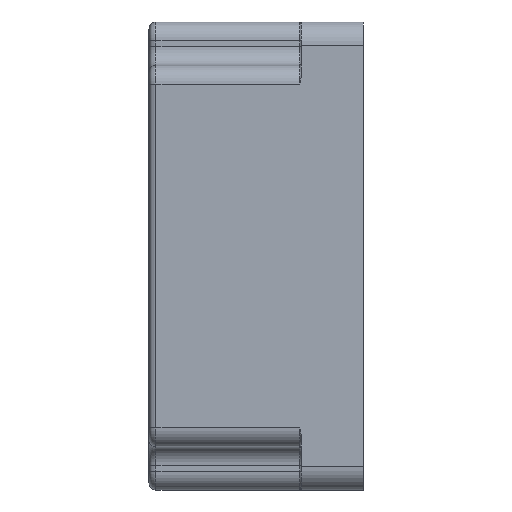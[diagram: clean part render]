
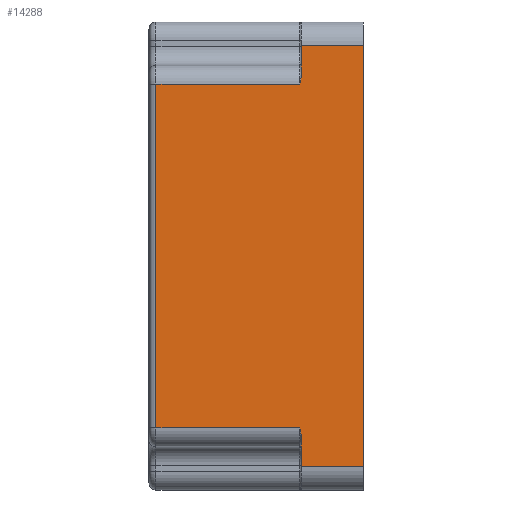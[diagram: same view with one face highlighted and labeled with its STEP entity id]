
A CAD part, front view. The second image highlights one B-rep face of the part: STEP entity #14288.
In plain terms, the highlighted planar face has unit normal (0, -1, 0).
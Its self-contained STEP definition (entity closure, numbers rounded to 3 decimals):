
#15=B_SPLINE_CURVE_WITH_KNOTS('',3,(#23531,#23532,#23533,#23534),
 .UNSPECIFIED.,.F.,.F.,(4,4),(0.,0.275),.UNSPECIFIED.);
#22=B_SPLINE_CURVE_WITH_KNOTS('',3,(#23708,#23709,#23710,#23711),
 .UNSPECIFIED.,.F.,.F.,(4,4),(0.548,0.823),
 .UNSPECIFIED.);
#604=PLANE('',#15710);
#1259=FACE_OUTER_BOUND('',#2108,.T.);
#2108=EDGE_LOOP('',(#12238,#12239,#12240,#12241,#12242,#12243,#12244,#12245,
#12246,#12247));
#3440=LINE('',#23565,#4740);
#3459=LINE('',#23719,#4759);
#3476=LINE('',#23833,#4776);
#3488=LINE('',#23876,#4788);
#3489=LINE('',#23878,#4789);
#3490=LINE('',#23880,#4790);
#3491=LINE('',#23882,#4791);
#3492=LINE('',#23883,#4792);
#4740=VECTOR('',#19304,10.);
#4759=VECTOR('',#19439,10.);
#4776=VECTOR('',#19570,10.);
#4788=VECTOR('',#19624,10.);
#4789=VECTOR('',#19627,10.);
#4790=VECTOR('',#19628,10.);
#4791=VECTOR('',#19629,10.);
#4792=VECTOR('',#19630,10.);
#6854=VERTEX_POINT('',#23528);
#6855=VERTEX_POINT('',#23530);
#6864=VERTEX_POINT('',#23564);
#6910=VERTEX_POINT('',#23706);
#6911=VERTEX_POINT('',#23707);
#6913=VERTEX_POINT('',#23717);
#6951=VERTEX_POINT('',#23825);
#6953=VERTEX_POINT('',#23831);
#6964=VERTEX_POINT('',#23879);
#6965=VERTEX_POINT('',#23881);
#8778=EDGE_CURVE('',#6854,#6855,#15,.T.);
#8792=EDGE_CURVE('',#6864,#6855,#3440,.T.);
#8852=EDGE_CURVE('',#6910,#6911,#22,.T.);
#8857=EDGE_CURVE('',#6910,#6913,#3459,.T.);
#8913=EDGE_CURVE('',#6953,#6951,#3476,.T.);
#8936=EDGE_CURVE('',#6951,#6854,#3488,.T.);
#8937=EDGE_CURVE('',#6911,#6953,#3489,.T.);
#8938=EDGE_CURVE('',#6964,#6913,#3490,.T.);
#8939=EDGE_CURVE('',#6964,#6965,#3491,.T.);
#8940=EDGE_CURVE('',#6864,#6965,#3492,.T.);
#12238=ORIENTED_EDGE('',*,*,#8913,.F.);
#12239=ORIENTED_EDGE('',*,*,#8937,.F.);
#12240=ORIENTED_EDGE('',*,*,#8852,.F.);
#12241=ORIENTED_EDGE('',*,*,#8857,.T.);
#12242=ORIENTED_EDGE('',*,*,#8938,.F.);
#12243=ORIENTED_EDGE('',*,*,#8939,.T.);
#12244=ORIENTED_EDGE('',*,*,#8940,.F.);
#12245=ORIENTED_EDGE('',*,*,#8792,.T.);
#12246=ORIENTED_EDGE('',*,*,#8778,.F.);
#12247=ORIENTED_EDGE('',*,*,#8936,.F.);
#14288=ADVANCED_FACE('',(#1259),#604,.F.);
#15710=AXIS2_PLACEMENT_3D('',#23877,#19625,#19626);
#19304=DIRECTION('',(0.,0.,-1.));
#19439=DIRECTION('',(0.,0.,-1.));
#19570=DIRECTION('',(0.,0.,1.));
#19624=DIRECTION('',(1.,0.,0.));
#19625=DIRECTION('center_axis',(0.,1.,0.));
#19626=DIRECTION('ref_axis',(0.,0.,1.));
#19627=DIRECTION('',(-1.,0.,0.));
#19628=DIRECTION('',(-1.,0.,0.));
#19629=DIRECTION('',(0.,0.,1.));
#19630=DIRECTION('',(1.,0.,0.));
#23528=CARTESIAN_POINT('',(-27.,0.,-26.5));
#23530=CARTESIAN_POINT('',(-26.5,0.,-23.628));
#23531=CARTESIAN_POINT('Ctrl Pts',(-27.,0.,-26.5));
#23532=CARTESIAN_POINT('Ctrl Pts',(-26.778,0.,
-25.61));
#23533=CARTESIAN_POINT('Ctrl Pts',(-26.5,0.,-24.545));
#23534=CARTESIAN_POINT('Ctrl Pts',(-26.5,0.,-23.628));
#23564=CARTESIAN_POINT('',(-26.5,0.,-10.));
#23565=CARTESIAN_POINT('',(-26.5,0.,-54.208));
#23706=CARTESIAN_POINT('',(-26.5,0.,-176.372));
#23707=CARTESIAN_POINT('',(-27.,0.,-173.5));
#23708=CARTESIAN_POINT('Ctrl Pts',(-26.5,0.,
-176.372));
#23709=CARTESIAN_POINT('Ctrl Pts',(-26.5,0.,-175.455));
#23710=CARTESIAN_POINT('Ctrl Pts',(-26.778,0.,
-174.39));
#23711=CARTESIAN_POINT('Ctrl Pts',(-27.,0.,
-173.5));
#23717=CARTESIAN_POINT('',(-26.5,0.,-190.));
#23719=CARTESIAN_POINT('',(-26.5,0.,-145.792));
#23825=CARTESIAN_POINT('',(-88.5,0.,-26.5));
#23831=CARTESIAN_POINT('',(-88.5,0.,-173.5));
#23833=CARTESIAN_POINT('',(-88.5,0.,-150.));
#23876=CARTESIAN_POINT('',(-68.625,0.,-26.5));
#23877=CARTESIAN_POINT('Origin',(-45.75,0.,-100.));
#23878=CARTESIAN_POINT('',(-68.625,0.,-173.5));
#23879=CARTESIAN_POINT('',(0.,0.,-190.));
#23880=CARTESIAN_POINT('',(-22.875,0.,-190.));
#23881=CARTESIAN_POINT('',(0.,0.,-10.));
#23882=CARTESIAN_POINT('',(0.,0.,-200.));
#23883=CARTESIAN_POINT('',(-68.625,0.,-10.));
